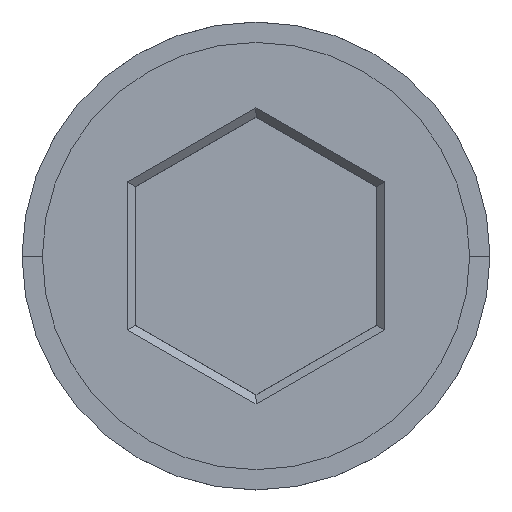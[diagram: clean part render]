
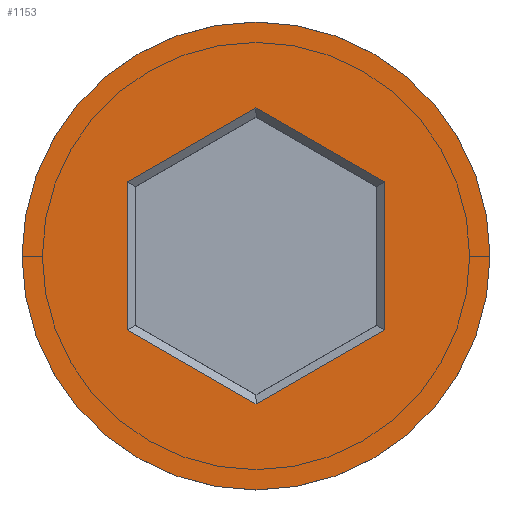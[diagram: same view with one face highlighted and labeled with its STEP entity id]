
A CAD part, top view. The second image highlights one B-rep face of the part: STEP entity #1153.
In plain terms, the highlighted planar face has unit normal (0, 0, 1).
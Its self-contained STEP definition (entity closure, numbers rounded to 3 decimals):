
#13 = DIRECTION ( 'NONE',  ( 1., 0., 0. ) ) ;
#17 = CARTESIAN_POINT ( 'NONE',  ( -3.15, 1.819, 0. ) ) ;
#25 = ORIENTED_EDGE ( 'NONE', *, *, #527, .T. ) ;
#159 = VERTEX_POINT ( 'NONE', #548 ) ;
#179 = LINE ( 'NONE', #1414, #1310 ) ;
#197 = AXIS2_PLACEMENT_3D ( 'NONE', #1492, #370, #13 ) ;
#205 = CARTESIAN_POINT ( 'NONE',  ( 3.05, 1.876, 0. ) ) ;
#243 = CARTESIAN_POINT ( 'NONE',  ( 0.1, -3.58, 0. ) ) ;
#251 = CIRCLE ( 'NONE', #1500, 5.75 ) ;
#257 = FACE_OUTER_BOUND ( 'NONE', #1176, .T. ) ;
#287 = LINE ( 'NONE', #1537, #614 ) ;
#303 = DIRECTION ( 'NONE',  ( -0.866, 0.5, 0. ) ) ;
#360 = DIRECTION ( 'NONE',  ( -0.866, -0.5, 0. ) ) ;
#370 = DIRECTION ( 'NONE',  ( 0., 0., 1. ) ) ;
#372 = LINE ( 'NONE', #1105, #617 ) ;
#378 = DIRECTION ( 'NONE',  ( 0., 0., 1. ) ) ;
#383 = VECTOR ( 'NONE', #360, 1000. ) ;
#396 = EDGE_CURVE ( 'NONE', #1036, #1475, #594, .T. ) ;
#448 = EDGE_CURVE ( 'NONE', #1312, #573, #251, .T. ) ;
#450 = LINE ( 'NONE', #205, #1471 ) ;
#504 = CARTESIAN_POINT ( 'NONE',  ( 0., 0., 0. ) ) ;
#507 = CARTESIAN_POINT ( 'NONE',  ( 0., 0., 0. ) ) ;
#527 = EDGE_CURVE ( 'NONE', #159, #589, #1531, .T. ) ;
#548 = CARTESIAN_POINT ( 'NONE',  ( -3.15, -1.819, 0. ) ) ;
#570 = EDGE_CURVE ( 'NONE', #729, #1036, #287, .T. ) ;
#573 = VERTEX_POINT ( 'NONE', #1044 ) ;
#589 = VERTEX_POINT ( 'NONE', #17 ) ;
#594 = LINE ( 'NONE', #243, #383 ) ;
#602 = DIRECTION ( 'NONE',  ( 0., 0., 1. ) ) ;
#614 = VECTOR ( 'NONE', #1284, 1000. ) ;
#617 = VECTOR ( 'NONE', #1595, 1000. ) ;
#704 = EDGE_CURVE ( 'NONE', #1297, #729, #450, .T. ) ;
#729 = VERTEX_POINT ( 'NONE', #814 ) ;
#814 = CARTESIAN_POINT ( 'NONE',  ( 3.15, 1.819, 0. ) ) ;
#819 = ORIENTED_EDGE ( 'NONE', *, *, #869, .T. ) ;
#869 = EDGE_CURVE ( 'NONE', #589, #1297, #372, .T. ) ;
#871 = FACE_BOUND ( 'NONE', #1234, .T. ) ;
#1001 = ORIENTED_EDGE ( 'NONE', *, *, #448, .T. ) ;
#1021 = CARTESIAN_POINT ( 'NONE',  ( -3.15, 1.703, 0. ) ) ;
#1036 = VERTEX_POINT ( 'NONE', #1375 ) ;
#1044 = CARTESIAN_POINT ( 'NONE',  ( -5.75, 0., 0. ) ) ;
#1095 = ORIENTED_EDGE ( 'NONE', *, *, #1152, .T. ) ;
#1105 = CARTESIAN_POINT ( 'NONE',  ( -0.1, 3.58, 0. ) ) ;
#1122 = PLANE ( 'NONE',  #1394 ) ;
#1125 = ORIENTED_EDGE ( 'NONE', *, *, #570, .T. ) ;
#1136 = CARTESIAN_POINT ( 'NONE',  ( 5.75, 0., 0. ) ) ;
#1152 = EDGE_CURVE ( 'NONE', #573, #1312, #1528, .T. ) ;
#1153 = ADVANCED_FACE ( 'NONE', ( #871, #257 ), #1122, .T. ) ;
#1166 = DIRECTION ( 'NONE',  ( 0., 1., 0. ) ) ;
#1176 = EDGE_LOOP ( 'NONE', ( #1001, #1095 ) ) ;
#1177 = DIRECTION ( 'NONE',  ( 0.866, -0.5, 0. ) ) ;
#1234 = EDGE_LOOP ( 'NONE', ( #1423, #25, #819, #1374, #1125, #1499 ) ) ;
#1284 = DIRECTION ( 'NONE',  ( 0., -1., 0. ) ) ;
#1291 = VECTOR ( 'NONE', #1166, 1000. ) ;
#1297 = VERTEX_POINT ( 'NONE', #1509 ) ;
#1310 = VECTOR ( 'NONE', #303, 1000. ) ;
#1312 = VERTEX_POINT ( 'NONE', #1136 ) ;
#1350 = CARTESIAN_POINT ( 'NONE',  ( 0., -3.637, 0. ) ) ;
#1374 = ORIENTED_EDGE ( 'NONE', *, *, #704, .T. ) ;
#1375 = CARTESIAN_POINT ( 'NONE',  ( 3.15, -1.819, 0. ) ) ;
#1377 = DIRECTION ( 'NONE',  ( 1., 0., 0. ) ) ;
#1394 = AXIS2_PLACEMENT_3D ( 'NONE', #507, #378, #1585 ) ;
#1414 = CARTESIAN_POINT ( 'NONE',  ( -3.05, -1.876, 0. ) ) ;
#1423 = ORIENTED_EDGE ( 'NONE', *, *, #1461, .T. ) ;
#1461 = EDGE_CURVE ( 'NONE', #1475, #159, #179, .T. ) ;
#1471 = VECTOR ( 'NONE', #1177, 1000. ) ;
#1475 = VERTEX_POINT ( 'NONE', #1350 ) ;
#1492 = CARTESIAN_POINT ( 'NONE',  ( 0., 0., 0. ) ) ;
#1499 = ORIENTED_EDGE ( 'NONE', *, *, #396, .T. ) ;
#1500 = AXIS2_PLACEMENT_3D ( 'NONE', #504, #602, #1377 ) ;
#1509 = CARTESIAN_POINT ( 'NONE',  ( 0., 3.637, 0. ) ) ;
#1528 = CIRCLE ( 'NONE', #197, 5.75 ) ;
#1531 = LINE ( 'NONE', #1021, #1291 ) ;
#1537 = CARTESIAN_POINT ( 'NONE',  ( 3.15, -1.703, 0. ) ) ;
#1585 = DIRECTION ( 'NONE',  ( 1., 0., 0. ) ) ;
#1595 = DIRECTION ( 'NONE',  ( 0.866, 0.5, 0. ) ) ;
